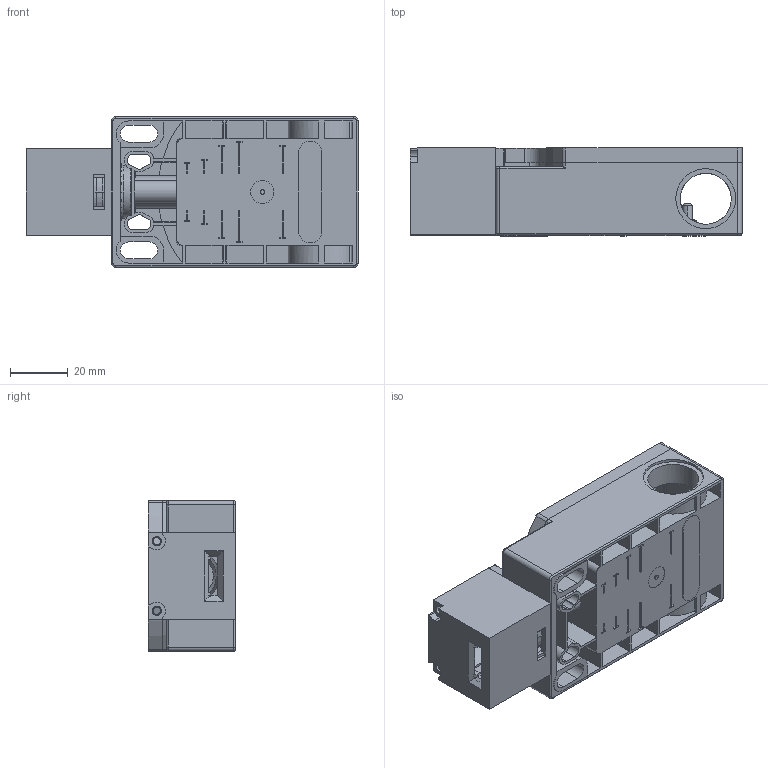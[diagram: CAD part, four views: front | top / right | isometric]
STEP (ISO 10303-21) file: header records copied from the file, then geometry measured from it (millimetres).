
FILE_DESCRIPTION(('STEP AP242'),'1');
FILE_NAME('operating_key_xcsta793.stp','2021-06-15T03:45:11',('TraceParts'),('TraceParts S.A.'),'Spatial InterOp 3D',' ',' ');
FILE_SCHEMA(('AP242_MANAGED_MODEL_BASED_3D_ENGINEERING_MIM_LF {1 0 10303 442 1 1 4}'));
Length unit declared in the file: millimetre
Products named in the file (1): operating_key_xcsta793_1
Bounding box: 114.5 x 30.3 x 52 mm (x, y, z)
Volume: 49259.5 mm3; surface area: 58022.1 mm2
Topology: 3 solids, 3 shells, 715 faces, 1914 edges, 1246 vertices
Faces by surface type: plane 430, cylinder 218, torus 28, cone 27, sphere 10, bspline 2
Entity records: 22731 total; most frequent: CARTESIAN_POINT 4528, ORIENTED_EDGE 3808, DIRECTION 3739, EDGE_CURVE 1904, LINE 1331, VECTOR 1331, VERTEX_POINT 1246, AXIS2_PLACEMENT_3D 1204
